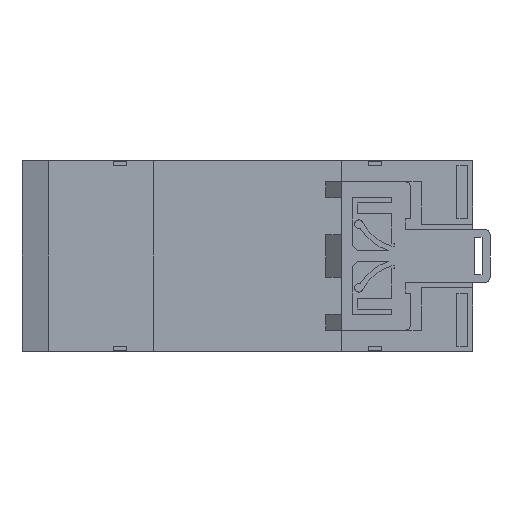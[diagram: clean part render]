
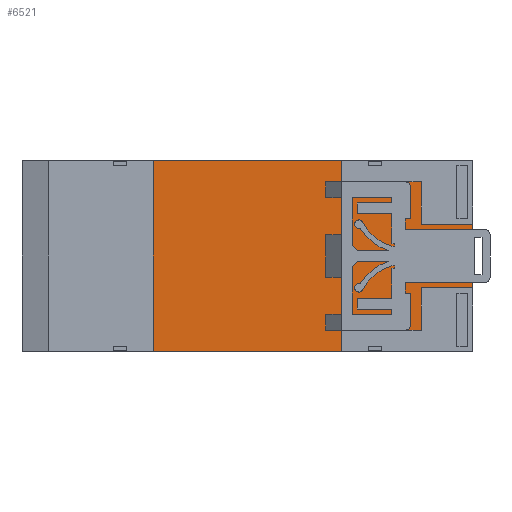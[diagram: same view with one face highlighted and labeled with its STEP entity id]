
A CAD part, left-side view. The second image highlights one B-rep face of the part: STEP entity #6521.
In plain terms, the highlighted planar face has unit normal (-1, 0, 0).
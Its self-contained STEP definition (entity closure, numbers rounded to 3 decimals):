
#41 = LINE ( 'NONE', #9478, #11032 ) ;
#53 = CARTESIAN_POINT ( 'NONE',  ( -27., -32.75, 6. ) ) ;
#110 = EDGE_CURVE ( 'NONE', #478, #1568, #7259, .T. ) ;
#351 = VECTOR ( 'NONE', #1418, 1000. ) ;
#478 = VERTEX_POINT ( 'NONE', #9622 ) ;
#521 = ORIENTED_EDGE ( 'NONE', *, *, #9904, .F. ) ;
#760 = VECTOR ( 'NONE', #2926, 1000. ) ;
#806 = ORIENTED_EDGE ( 'NONE', *, *, #13029, .T. ) ;
#1257 = CARTESIAN_POINT ( 'NONE',  ( -27., -17.75, -18. ) ) ;
#1418 = DIRECTION ( 'NONE',  ( 0., 0., 1. ) ) ;
#1450 = VECTOR ( 'NONE', #13061, 1000. ) ;
#1489 = EDGE_CURVE ( 'NONE', #8130, #8538, #7785, .T. ) ;
#1513 = LINE ( 'NONE', #3125, #12474 ) ;
#1527 = DIRECTION ( 'NONE',  ( 0., -1., 0. ) ) ;
#1535 = CARTESIAN_POINT ( 'NONE',  ( -27., 17.75, -18. ) ) ;
#1568 = VERTEX_POINT ( 'NONE', #6988 ) ;
#1672 = EDGE_CURVE ( 'NONE', #4605, #2304, #8445, .T. ) ;
#1729 = EDGE_LOOP ( 'NONE', ( #2975, #806, #10631, #13156, #10853, #12134, #521, #8695, #11327, #13768, #10817, #2954 ) ) ;
#1903 = DIRECTION ( 'NONE',  ( 0., 1., 0. ) ) ;
#1978 = CARTESIAN_POINT ( 'NONE',  ( -27., -17.75, 14. ) ) ;
#2304 = VERTEX_POINT ( 'NONE', #1978 ) ;
#2328 = CARTESIAN_POINT ( 'NONE',  ( -27., -17.75, -14. ) ) ;
#2348 = CARTESIAN_POINT ( 'NONE',  ( -27., -17.75, 18. ) ) ;
#2409 = VECTOR ( 'NONE', #13031, 1000. ) ;
#2566 = CARTESIAN_POINT ( 'NONE',  ( -27., -32.75, -6. ) ) ;
#2750 = LINE ( 'NONE', #53, #10057 ) ;
#2861 = EDGE_CURVE ( 'NONE', #8482, #3812, #2750, .T. ) ;
#2926 = DIRECTION ( 'NONE',  ( 0., -1., 0. ) ) ;
#2954 = ORIENTED_EDGE ( 'NONE', *, *, #5986, .T. ) ;
#2975 = ORIENTED_EDGE ( 'NONE', *, *, #1489, .T. ) ;
#3125 = CARTESIAN_POINT ( 'NONE',  ( -27., -17.75, -18. ) ) ;
#3352 = VECTOR ( 'NONE', #11091, 1000. ) ;
#3686 = LINE ( 'NONE', #6732, #351 ) ;
#3812 = VERTEX_POINT ( 'NONE', #8572 ) ;
#3813 = CARTESIAN_POINT ( 'NONE',  ( -27., 17.75, -18. ) ) ;
#4001 = LINE ( 'NONE', #11538, #5196 ) ;
#4127 = VERTEX_POINT ( 'NONE', #12554 ) ;
#4263 = LINE ( 'NONE', #3813, #760 ) ;
#4605 = VERTEX_POINT ( 'NONE', #8929 ) ;
#4744 = CARTESIAN_POINT ( 'NONE',  ( -27., 17.75, 18. ) ) ;
#4932 = EDGE_CURVE ( 'NONE', #4127, #1568, #41, .T. ) ;
#5196 = VECTOR ( 'NONE', #13644, 1000. ) ;
#5296 = VECTOR ( 'NONE', #1903, 1000. ) ;
#5497 = DIRECTION ( 'NONE',  ( 0., 0., 1. ) ) ;
#5549 = EDGE_CURVE ( 'NONE', #10701, #4127, #10184, .T. ) ;
#5561 = DIRECTION ( 'NONE',  ( 0., 0., 1. ) ) ;
#5986 = EDGE_CURVE ( 'NONE', #9514, #8130, #8347, .T. ) ;
#6521 = ADVANCED_FACE ( 'NONE', ( #8838 ), #8041, .T. ) ;
#6732 = CARTESIAN_POINT ( 'NONE',  ( -27., -32.75, -18. ) ) ;
#6988 = CARTESIAN_POINT ( 'NONE',  ( -27., -32.75, -6. ) ) ;
#7259 = LINE ( 'NONE', #2566, #2409 ) ;
#7785 = LINE ( 'NONE', #9814, #1450 ) ;
#7944 = EDGE_CURVE ( 'NONE', #2304, #9514, #11716, .T. ) ;
#8041 = PLANE ( 'NONE',  #9195 ) ;
#8130 = VERTEX_POINT ( 'NONE', #4744 ) ;
#8347 = LINE ( 'NONE', #9989, #3352 ) ;
#8445 = LINE ( 'NONE', #12534, #5296 ) ;
#8457 = DIRECTION ( 'NONE',  ( 0., 0., 1. ) ) ;
#8482 = VERTEX_POINT ( 'NONE', #11155 ) ;
#8538 = VERTEX_POINT ( 'NONE', #1535 ) ;
#8572 = CARTESIAN_POINT ( 'NONE',  ( -27., -42.5, 6. ) ) ;
#8695 = ORIENTED_EDGE ( 'NONE', *, *, #2861, .F. ) ;
#8709 = VECTOR ( 'NONE', #13120, 1000. ) ;
#8838 = FACE_OUTER_BOUND ( 'NONE', #1729, .T. ) ;
#8892 = VECTOR ( 'NONE', #5497, 1000. ) ;
#8929 = CARTESIAN_POINT ( 'NONE',  ( -27., -32.75, 14. ) ) ;
#9018 = CARTESIAN_POINT ( 'NONE',  ( -27., 17.75, -18. ) ) ;
#9195 = AXIS2_PLACEMENT_3D ( 'NONE', #9018, #12215, #1527 ) ;
#9447 = CARTESIAN_POINT ( 'NONE',  ( -27., -17.75, -18. ) ) ;
#9478 = CARTESIAN_POINT ( 'NONE',  ( -27., -32.75, -18. ) ) ;
#9514 = VERTEX_POINT ( 'NONE', #2348 ) ;
#9560 = EDGE_CURVE ( 'NONE', #8482, #4605, #3686, .T. ) ;
#9622 = CARTESIAN_POINT ( 'NONE',  ( -27., -42.5, -6. ) ) ;
#9814 = CARTESIAN_POINT ( 'NONE',  ( -27., 17.75, -18. ) ) ;
#9822 = VERTEX_POINT ( 'NONE', #9447 ) ;
#9904 = EDGE_CURVE ( 'NONE', #3812, #478, #4001, .T. ) ;
#9988 = EDGE_CURVE ( 'NONE', #9822, #10701, #1513, .T. ) ;
#9989 = CARTESIAN_POINT ( 'NONE',  ( -27., 17.75, 18. ) ) ;
#10057 = VECTOR ( 'NONE', #12982, 1000. ) ;
#10184 = LINE ( 'NONE', #12146, #8709 ) ;
#10631 = ORIENTED_EDGE ( 'NONE', *, *, #9988, .T. ) ;
#10701 = VERTEX_POINT ( 'NONE', #2328 ) ;
#10817 = ORIENTED_EDGE ( 'NONE', *, *, #7944, .T. ) ;
#10853 = ORIENTED_EDGE ( 'NONE', *, *, #4932, .T. ) ;
#11032 = VECTOR ( 'NONE', #8457, 1000. ) ;
#11091 = DIRECTION ( 'NONE',  ( 0., 1., 0. ) ) ;
#11155 = CARTESIAN_POINT ( 'NONE',  ( -27., -32.75, 6. ) ) ;
#11327 = ORIENTED_EDGE ( 'NONE', *, *, #9560, .T. ) ;
#11538 = CARTESIAN_POINT ( 'NONE',  ( -27., -42.5, -18. ) ) ;
#11716 = LINE ( 'NONE', #1257, #8892 ) ;
#12134 = ORIENTED_EDGE ( 'NONE', *, *, #110, .F. ) ;
#12146 = CARTESIAN_POINT ( 'NONE',  ( -27., 17.75, -14. ) ) ;
#12215 = DIRECTION ( 'NONE',  ( -1., 0., 0. ) ) ;
#12474 = VECTOR ( 'NONE', #5561, 1000. ) ;
#12534 = CARTESIAN_POINT ( 'NONE',  ( -27., 17.75, 14. ) ) ;
#12554 = CARTESIAN_POINT ( 'NONE',  ( -27., -32.75, -14. ) ) ;
#12982 = DIRECTION ( 'NONE',  ( 0., -1., 0. ) ) ;
#13029 = EDGE_CURVE ( 'NONE', #8538, #9822, #4263, .T. ) ;
#13031 = DIRECTION ( 'NONE',  ( 0., 1., 0. ) ) ;
#13061 = DIRECTION ( 'NONE',  ( 0., 0., -1. ) ) ;
#13120 = DIRECTION ( 'NONE',  ( 0., -1., 0. ) ) ;
#13156 = ORIENTED_EDGE ( 'NONE', *, *, #5549, .T. ) ;
#13644 = DIRECTION ( 'NONE',  ( 0., 0., -1. ) ) ;
#13768 = ORIENTED_EDGE ( 'NONE', *, *, #1672, .T. ) ;
